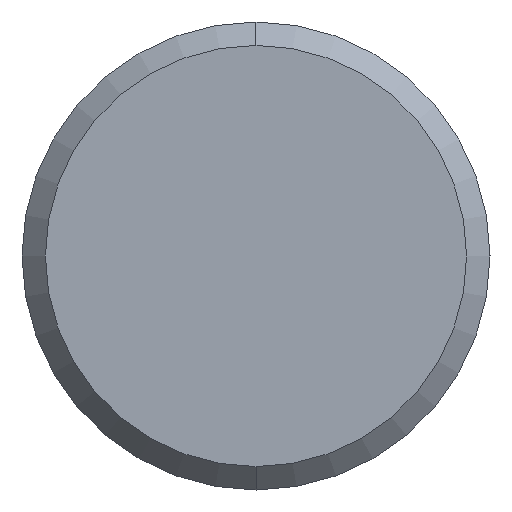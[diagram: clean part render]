
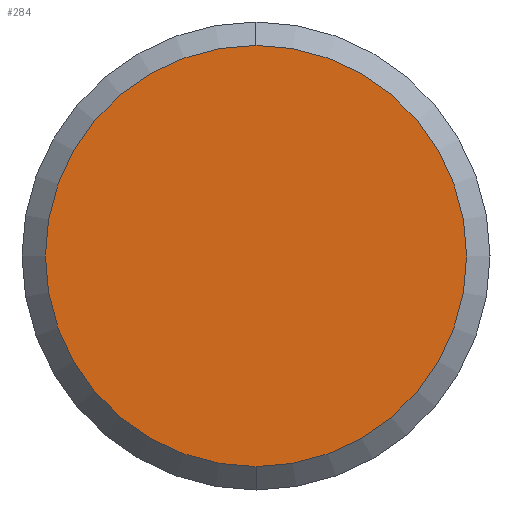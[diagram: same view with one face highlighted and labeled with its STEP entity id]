
A CAD part, left-side view. The second image highlights one B-rep face of the part: STEP entity #284.
In plain terms, the highlighted planar face has unit normal (-1, 0, 0).
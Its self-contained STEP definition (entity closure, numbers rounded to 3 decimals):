
#284=ADVANCED_FACE('',(#793),#794,.T.);
#793=FACE_OUTER_BOUND('',#1537,.T.);
#794=PLANE('',#1538);
#1537=EDGE_LOOP('',(#2319,#2320));
#1538=AXIS2_PLACEMENT_3D('',#2321,#2322,#2323);
#2319=ORIENTED_EDGE('',*,*,#4573,.F.);
#2320=ORIENTED_EDGE('',*,*,#4576,.F.);
#2321=CARTESIAN_POINT('',(-6.35,0.,1.252));
#2322=DIRECTION('',(-1.0,0.0,0.));
#2323=DIRECTION('',(0.,0.0,-1.0));
#4573=EDGE_CURVE('',#5502,#5504,#5505,.T.);
#4576=EDGE_CURVE('',#5504,#5502,#5508,.T.);
#5502=VERTEX_POINT('',#6854);
#5504=VERTEX_POINT('',#6857);
#5505=CIRCLE('',#6858,2.503);
#5508=CIRCLE('',#6862,2.503);
#6854=CARTESIAN_POINT('',(-6.35,0.,2.503));
#6857=CARTESIAN_POINT('',(-6.35,0.,-2.503));
#6858=AXIS2_PLACEMENT_3D('',#8790,#8791,#8792);
#6862=AXIS2_PLACEMENT_3D('',#8794,#8795,#8796);
#8790=CARTESIAN_POINT('',(-6.35,0.0,0.));
#8791=DIRECTION('',(1.0,0.,0.));
#8792=DIRECTION('',(0.,0.,1.0));
#8794=CARTESIAN_POINT('',(-6.35,0.0,0.));
#8795=DIRECTION('',(1.0,0.,0.));
#8796=DIRECTION('',(0.,0.,1.0));
